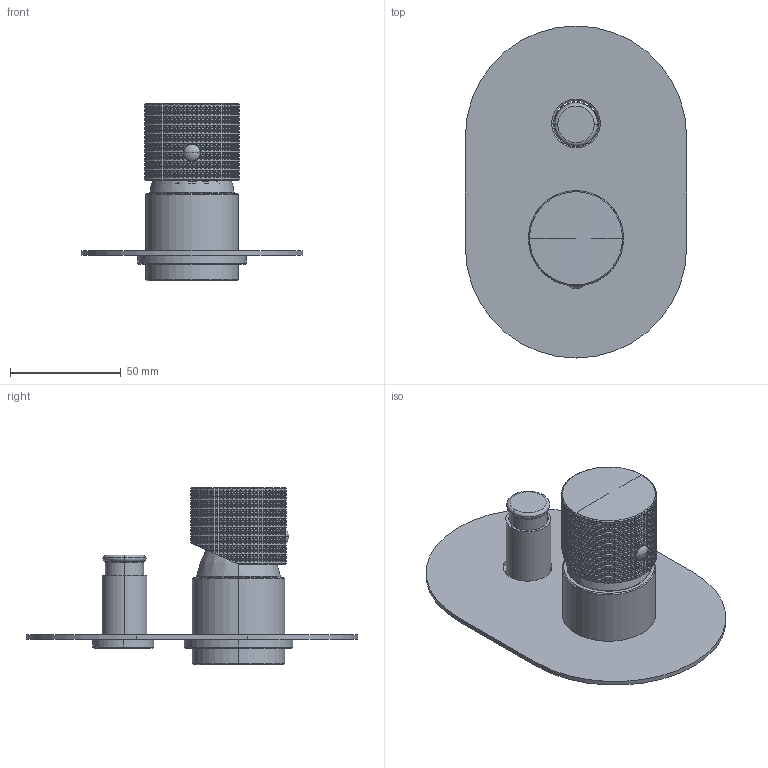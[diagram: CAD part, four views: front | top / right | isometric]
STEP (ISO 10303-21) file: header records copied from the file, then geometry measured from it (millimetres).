
FILE_DESCRIPTION((''),'2;1');
FILE_NAME('ALOG608_002','2023-05-17T08:28:22',('michelaferrini'),(''),'CREO PARAMETRIC BY PTC INC, 2022164','CREO PARAMETRIC BY PTC INC, 2022164','');
FILE_SCHEMA(('CONFIG_CONTROL_DESIGN'));
Products named in the file (16): SINMAC0020; SCCMAC0004; SDVMAC0014; SDVMAC0013; SDVMAA0004; SINMAA0008; ALOG608C002; AOTT608C002; AOTT608C003; ALOG608W002; SORMAC0022; SORMAC0023; ALOG005C007; SPLMAC0005; ALOG608E004; ALOG608_002
Assembly tree (15 placements, depth 4):
  ALOG608_002
    SINMAA0008
      SINMAC0020
      SCCMAC0004
      SDVMAA0004
        SDVMAC0014
        SDVMAC0013
    ALOG608E004
      ALOG608W002
        ALOG608C002
        AOTT608C002
        AOTT608C003
      SORMAC0022
      SORMAC0023
      ALOG005C007
      SPLMAC0005
Bounding box: 100 x 150 x 80.29 mm (x, y, z)
Volume: 54890.2 mm3; surface area: 63600.9 mm2
Topology: 11 solids, 14 shells, 5425 faces, 11212 edges, 5809 vertices
Faces by surface type: plane 2126, cone 2037, cylinder 1172, bspline 42, torus 34, sphere 12, revolution 2
Entity records: 155913 total; most frequent: CARTESIAN_POINT 50044, ORIENTED_EDGE 22394, DIRECTION 21017, EDGE_CURVE 11204, AXIS2_PLACEMENT_3D 8803, VERTEX_POINT 5809, EDGE_LOOP 5455, FACE_OUTER_BOUND 5425
